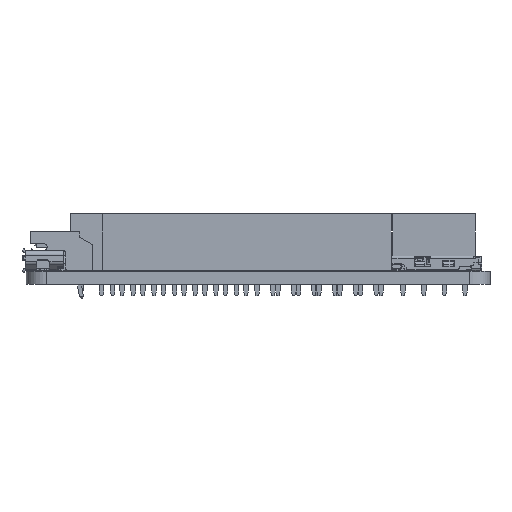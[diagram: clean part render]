
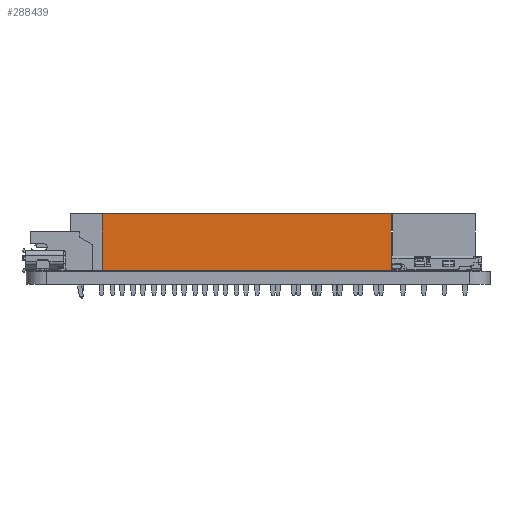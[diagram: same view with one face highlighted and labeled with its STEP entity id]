
A CAD part, left-side view. The second image highlights one B-rep face of the part: STEP entity #288439.
In plain terms, the highlighted planar face has unit normal (-1, 0, 0).
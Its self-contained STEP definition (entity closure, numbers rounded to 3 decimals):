
#283353 = PLANE('',#283354);
#283354 = AXIS2_PLACEMENT_3D('',#283355,#283356,#283357);
#283355 = CARTESIAN_POINT('',(-1.27,-34.29,0.));
#283356 = DIRECTION('',(0.,1.,0.));
#283357 = DIRECTION('',(1.,0.,0.));
#283381 = PLANE('',#283382);
#283382 = AXIS2_PLACEMENT_3D('',#283383,#283384,#283385);
#283383 = CARTESIAN_POINT('',(1.27,-34.29,7.));
#283384 = DIRECTION('',(0.,0.,-1.));
#283385 = DIRECTION('',(0.,-1.,0.));
#283409 = PLANE('',#283410);
#283410 = AXIS2_PLACEMENT_3D('',#283411,#283412,#283413);
#283411 = CARTESIAN_POINT('',(1.27,1.27,0.));
#283412 = DIRECTION('',(0.,-1.,0.));
#283413 = DIRECTION('',(-1.,0.,0.));
#283451 = VERTEX_POINT('',#283452);
#283452 = CARTESIAN_POINT('',(-1.27,-34.29,0.));
#283468 = PLANE('',#283469);
#283469 = AXIS2_PLACEMENT_3D('',#283470,#283471,#283472);
#283470 = CARTESIAN_POINT('',(1.27,-34.29,0.));
#283471 = DIRECTION('',(0.,0.,-1.));
#283472 = DIRECTION('',(0.,-1.,0.));
#283480 = EDGE_CURVE('',#283451,#283481,#283483,.T.);
#283481 = VERTEX_POINT('',#283482);
#283482 = CARTESIAN_POINT('',(-1.27,-34.29,7.));
#283483 = SURFACE_CURVE('',#283484,(#283488,#283495),.PCURVE_S1.);
#283484 = LINE('',#283485,#283486);
#283485 = CARTESIAN_POINT('',(-1.27,-34.29,0.));
#283486 = VECTOR('',#283487,1.);
#283487 = DIRECTION('',(0.,0.,1.));
#283488 = PCURVE('',#283353,#283489);
#283489 = DEFINITIONAL_REPRESENTATION('',(#283490),#283494);
#283490 = LINE('',#283491,#283492);
#283491 = CARTESIAN_POINT('',(0.,0.));
#283492 = VECTOR('',#283493,1.);
#283493 = DIRECTION('',(0.,-1.));
#283494 = ( GEOMETRIC_REPRESENTATION_CONTEXT(2) 
PARAMETRIC_REPRESENTATION_CONTEXT() REPRESENTATION_CONTEXT('2D SPACE',''
  ) );
#283495 = PCURVE('',#283496,#283501);
#283496 = PLANE('',#283497);
#283497 = AXIS2_PLACEMENT_3D('',#283498,#283499,#283500);
#283498 = CARTESIAN_POINT('',(-1.27,1.27,0.));
#283499 = DIRECTION('',(1.,0.,0.));
#283500 = DIRECTION('',(0.,-1.,0.));
#283501 = DEFINITIONAL_REPRESENTATION('',(#283502),#283506);
#283502 = LINE('',#283503,#283504);
#283503 = CARTESIAN_POINT('',(35.56,0.));
#283504 = VECTOR('',#283505,1.);
#283505 = DIRECTION('',(0.,-1.));
#283506 = ( GEOMETRIC_REPRESENTATION_CONTEXT(2) 
PARAMETRIC_REPRESENTATION_CONTEXT() REPRESENTATION_CONTEXT('2D SPACE',''
  ) );
#283663 = VERTEX_POINT('',#283664);
#283664 = CARTESIAN_POINT('',(-1.27,1.27,7.));
#283685 = EDGE_CURVE('',#283686,#283663,#283688,.T.);
#283686 = VERTEX_POINT('',#283687);
#283687 = CARTESIAN_POINT('',(-1.27,1.27,0.));
#283688 = SURFACE_CURVE('',#283689,(#283693,#283700),.PCURVE_S1.);
#283689 = LINE('',#283690,#283691);
#283690 = CARTESIAN_POINT('',(-1.27,1.27,0.));
#283691 = VECTOR('',#283692,1.);
#283692 = DIRECTION('',(0.,0.,1.));
#283693 = PCURVE('',#283409,#283694);
#283694 = DEFINITIONAL_REPRESENTATION('',(#283695),#283699);
#283695 = LINE('',#283696,#283697);
#283696 = CARTESIAN_POINT('',(2.54,0.));
#283697 = VECTOR('',#283698,1.);
#283698 = DIRECTION('',(0.,-1.));
#283699 = ( GEOMETRIC_REPRESENTATION_CONTEXT(2) 
PARAMETRIC_REPRESENTATION_CONTEXT() REPRESENTATION_CONTEXT('2D SPACE',''
  ) );
#283700 = PCURVE('',#283496,#283701);
#283701 = DEFINITIONAL_REPRESENTATION('',(#283702),#283706);
#283702 = LINE('',#283703,#283704);
#283703 = CARTESIAN_POINT('',(0.,0.));
#283704 = VECTOR('',#283705,1.);
#283705 = DIRECTION('',(0.,-1.));
#283706 = ( GEOMETRIC_REPRESENTATION_CONTEXT(2) 
PARAMETRIC_REPRESENTATION_CONTEXT() REPRESENTATION_CONTEXT('2D SPACE',''
  ) );
#283830 = EDGE_CURVE('',#283663,#283481,#283831,.T.);
#283831 = SURFACE_CURVE('',#283832,(#283836,#283843),.PCURVE_S1.);
#283832 = LINE('',#283833,#283834);
#283833 = CARTESIAN_POINT('',(-1.27,1.27,7.));
#283834 = VECTOR('',#283835,1.);
#283835 = DIRECTION('',(0.,-1.,0.));
#283836 = PCURVE('',#283381,#283837);
#283837 = DEFINITIONAL_REPRESENTATION('',(#283838),#283842);
#283838 = LINE('',#283839,#283840);
#283839 = CARTESIAN_POINT('',(-35.56,2.54));
#283840 = VECTOR('',#283841,1.);
#283841 = DIRECTION('',(1.,0.));
#283842 = ( GEOMETRIC_REPRESENTATION_CONTEXT(2) 
PARAMETRIC_REPRESENTATION_CONTEXT() REPRESENTATION_CONTEXT('2D SPACE',''
  ) );
#283843 = PCURVE('',#283496,#283844);
#283844 = DEFINITIONAL_REPRESENTATION('',(#283845),#283849);
#283845 = LINE('',#283846,#283847);
#283846 = CARTESIAN_POINT('',(0.,-7.));
#283847 = VECTOR('',#283848,1.);
#283848 = DIRECTION('',(1.,0.));
#283849 = ( GEOMETRIC_REPRESENTATION_CONTEXT(2) 
PARAMETRIC_REPRESENTATION_CONTEXT() REPRESENTATION_CONTEXT('2D SPACE',''
  ) );
#285473 = EDGE_CURVE('',#283686,#283451,#285474,.T.);
#285474 = SURFACE_CURVE('',#285475,(#285479,#285486),.PCURVE_S1.);
#285475 = LINE('',#285476,#285477);
#285476 = CARTESIAN_POINT('',(-1.27,1.27,0.));
#285477 = VECTOR('',#285478,1.);
#285478 = DIRECTION('',(0.,-1.,0.));
#285479 = PCURVE('',#283468,#285480);
#285480 = DEFINITIONAL_REPRESENTATION('',(#285481),#285485);
#285481 = LINE('',#285482,#285483);
#285482 = CARTESIAN_POINT('',(-35.56,2.54));
#285483 = VECTOR('',#285484,1.);
#285484 = DIRECTION('',(1.,0.));
#285485 = ( GEOMETRIC_REPRESENTATION_CONTEXT(2) 
PARAMETRIC_REPRESENTATION_CONTEXT() REPRESENTATION_CONTEXT('2D SPACE',''
  ) );
#285486 = PCURVE('',#283496,#285487);
#285487 = DEFINITIONAL_REPRESENTATION('',(#285488),#285492);
#285488 = LINE('',#285489,#285490);
#285489 = CARTESIAN_POINT('',(0.,0.));
#285490 = VECTOR('',#285491,1.);
#285491 = DIRECTION('',(1.,0.));
#285492 = ( GEOMETRIC_REPRESENTATION_CONTEXT(2) 
PARAMETRIC_REPRESENTATION_CONTEXT() REPRESENTATION_CONTEXT('2D SPACE',''
  ) );
#288439 = ADVANCED_FACE('',(#288440),#283496,.F.);
#288440 = FACE_BOUND('',#288441,.F.);
#288441 = EDGE_LOOP('',(#288442,#288443,#288444,#288445));
#288442 = ORIENTED_EDGE('',*,*,#283685,.T.);
#288443 = ORIENTED_EDGE('',*,*,#283830,.T.);
#288444 = ORIENTED_EDGE('',*,*,#283480,.F.);
#288445 = ORIENTED_EDGE('',*,*,#285473,.F.);
